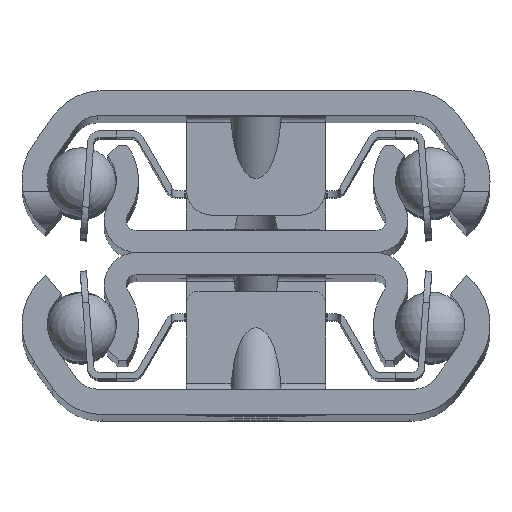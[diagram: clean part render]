
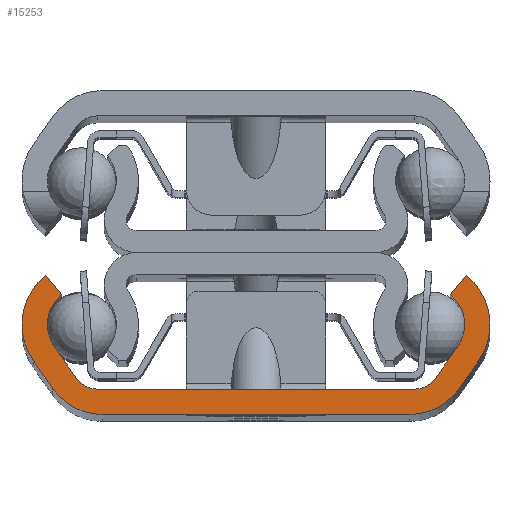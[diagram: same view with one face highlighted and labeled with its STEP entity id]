
A CAD part, top view. The second image highlights one B-rep face of the part: STEP entity #15253.
In plain terms, the highlighted face is planar.
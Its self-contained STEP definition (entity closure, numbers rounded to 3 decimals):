
#211=LINE('',#22100,#1807);
#230=LINE('',#22183,#1826);
#274=LINE('',#22349,#1870);
#278=LINE('',#22361,#1874);
#302=LINE('',#22488,#1898);
#305=LINE('',#22497,#1901);
#309=LINE('',#22512,#1905);
#312=LINE('',#22521,#1908);
#1807=VECTOR('',#17546,24.319);
#1826=VECTOR('',#17589,25.1);
#1870=VECTOR('',#17709,2.001);
#1874=VECTOR('',#17721,2.001);
#1898=VECTOR('',#17815,2.694);
#1901=VECTOR('',#17826,3.084);
#1905=VECTOR('',#17844,3.084);
#1908=VECTOR('',#17855,2.694);
#3431=PLANE('',#16139);
#4596=FACE_OUTER_BOUND('',#5437,.T.);
#5437=EDGE_LOOP('',(#10986,#10987,#10988,#10989,#10990,#10991,#10992,#10993,
#10994,#10995,#10996,#10997,#10998,#10999,#11000,#11001));
#6352=CIRCLE('',#16079,3.);
#6354=CIRCLE('',#16083,5.);
#6364=CIRCLE('',#16118,4.75);
#6367=CIRCLE('',#16123,5.);
#6368=CIRCLE('',#16126,2.);
#6370=CIRCLE('',#16129,2.);
#6373=CIRCLE('',#16134,3.);
#6374=CIRCLE('',#16137,4.75);
#6859=VERTEX_POINT('',#22098);
#6860=VERTEX_POINT('',#22099);
#6887=VERTEX_POINT('',#22181);
#6888=VERTEX_POINT('',#22182);
#6929=VERTEX_POINT('',#22339);
#6930=VERTEX_POINT('',#22341);
#6932=VERTEX_POINT('',#22347);
#6933=VERTEX_POINT('',#22351);
#6934=VERTEX_POINT('',#22353);
#6936=VERTEX_POINT('',#22359);
#6953=VERTEX_POINT('',#22481);
#6955=VERTEX_POINT('',#22487);
#6957=VERTEX_POINT('',#22496);
#6959=VERTEX_POINT('',#22505);
#6961=VERTEX_POINT('',#22511);
#6963=VERTEX_POINT('',#22520);
#8399=EDGE_CURVE('',#6859,#6860,#211,.T.);
#8429=EDGE_CURVE('',#6887,#6888,#230,.T.);
#8490=EDGE_CURVE('',#6929,#6930,#6352,.T.);
#8494=EDGE_CURVE('',#6932,#6929,#274,.T.);
#8496=EDGE_CURVE('',#6933,#6934,#6354,.T.);
#8500=EDGE_CURVE('',#6936,#6933,#278,.T.);
#8537=EDGE_CURVE('',#6860,#6953,#6364,.T.);
#8540=EDGE_CURVE('',#6953,#6955,#302,.T.);
#8544=EDGE_CURVE('',#6955,#6932,#6367,.T.);
#8545=EDGE_CURVE('',#6930,#6957,#305,.T.);
#8548=EDGE_CURVE('',#6957,#6887,#6368,.T.);
#8550=EDGE_CURVE('',#6888,#6959,#6370,.T.);
#8553=EDGE_CURVE('',#6959,#6961,#309,.T.);
#8557=EDGE_CURVE('',#6961,#6936,#6373,.T.);
#8558=EDGE_CURVE('',#6934,#6963,#312,.T.);
#8561=EDGE_CURVE('',#6963,#6859,#6374,.T.);
#10986=ORIENTED_EDGE('',*,*,#8537,.F.);
#10987=ORIENTED_EDGE('',*,*,#8399,.F.);
#10988=ORIENTED_EDGE('',*,*,#8561,.F.);
#10989=ORIENTED_EDGE('',*,*,#8558,.F.);
#10990=ORIENTED_EDGE('',*,*,#8496,.F.);
#10991=ORIENTED_EDGE('',*,*,#8500,.F.);
#10992=ORIENTED_EDGE('',*,*,#8557,.F.);
#10993=ORIENTED_EDGE('',*,*,#8553,.F.);
#10994=ORIENTED_EDGE('',*,*,#8550,.F.);
#10995=ORIENTED_EDGE('',*,*,#8429,.F.);
#10996=ORIENTED_EDGE('',*,*,#8548,.F.);
#10997=ORIENTED_EDGE('',*,*,#8545,.F.);
#10998=ORIENTED_EDGE('',*,*,#8490,.F.);
#10999=ORIENTED_EDGE('',*,*,#8494,.F.);
#11000=ORIENTED_EDGE('',*,*,#8544,.F.);
#11001=ORIENTED_EDGE('',*,*,#8540,.F.);
#15253=ADVANCED_FACE('',(#4596),#3431,.F.);
#16079=AXIS2_PLACEMENT_3D('',#22342,#17701,#17702);
#16083=AXIS2_PLACEMENT_3D('',#22354,#17713,#17714);
#16118=AXIS2_PLACEMENT_3D('',#22482,#17808,#17809);
#16123=AXIS2_PLACEMENT_3D('',#22494,#17822,#17823);
#16126=AXIS2_PLACEMENT_3D('',#22502,#17831,#17832);
#16129=AXIS2_PLACEMENT_3D('',#22506,#17837,#17838);
#16134=AXIS2_PLACEMENT_3D('',#22518,#17851,#17852);
#16137=AXIS2_PLACEMENT_3D('',#22526,#17860,#17861);
#16139=AXIS2_PLACEMENT_3D('',#22528,#17864,#17865);
#17546=DIRECTION('',(1.,0.,0.));
#17589=DIRECTION('',(-1.,0.,0.));
#17701=DIRECTION('center_axis',(0.,0.,-1.));
#17702=DIRECTION('ref_axis',(-0.819,0.574,0.));
#17709=DIRECTION('',(-0.639,-0.769,0.));
#17713=DIRECTION('center_axis',(0.,0.,1.));
#17714=DIRECTION('ref_axis',(-0.626,0.78,0.));
#17721=DIRECTION('',(-0.639,0.769,0.));
#17808=DIRECTION('center_axis',(0.,0.,1.));
#17809=DIRECTION('ref_axis',(0.,-1.,0.));
#17815=DIRECTION('',(0.574,0.819,0.));
#17822=DIRECTION('center_axis',(0.,0.,1.));
#17823=DIRECTION('ref_axis',(0.819,-0.574,0.));
#17826=DIRECTION('',(-0.574,-0.819,0.));
#17831=DIRECTION('center_axis',(0.,0.,-1.));
#17832=DIRECTION('ref_axis',(0.,1.,0.));
#17837=DIRECTION('center_axis',(0.,0.,-1.));
#17838=DIRECTION('ref_axis',(0.819,0.574,0.));
#17844=DIRECTION('',(-0.574,0.819,0.));
#17851=DIRECTION('center_axis',(0.,0.,-1.));
#17852=DIRECTION('ref_axis',(0.617,-0.787,0.));
#17855=DIRECTION('',(0.574,-0.819,0.));
#17860=DIRECTION('center_axis',(0.,0.,1.));
#17861=DIRECTION('ref_axis',(-0.819,-0.574,0.));
#17864=DIRECTION('center_axis',(0.,0.,1.));
#17865=DIRECTION('ref_axis',(1.,0.,0.));
#22098=CARTESIAN_POINT('',(-12.16,0.,-315.));
#22099=CARTESIAN_POINT('',(12.16,0.,-315.));
#22100=CARTESIAN_POINT('',(0.,0.,-315.));
#22181=CARTESIAN_POINT('',(12.55,2.,-315.));
#22182=CARTESIAN_POINT('',(-12.55,2.,-315.));
#22183=CARTESIAN_POINT('',(0.,2.,-315.));
#22339=CARTESIAN_POINT('',(15.35,9.462,-315.));
#22341=CARTESIAN_POINT('',(15.957,5.379,-315.));
#22342=CARTESIAN_POINT('Origin',(13.5,7.1,-315.));
#22347=CARTESIAN_POINT('',(16.629,11.,-315.));
#22349=CARTESIAN_POINT('',(16.629,11.,-315.));
#22351=CARTESIAN_POINT('',(-16.629,11.,-315.));
#22353=CARTESIAN_POINT('',(-17.596,4.232,-315.));
#22354=CARTESIAN_POINT('Origin',(-13.5,7.1,-315.));
#22359=CARTESIAN_POINT('',(-15.35,9.462,-315.));
#22361=CARTESIAN_POINT('',(-15.35,9.462,-315.));
#22481=CARTESIAN_POINT('',(16.051,2.026,-315.));
#22482=CARTESIAN_POINT('Origin',(12.16,4.75,-315.));
#22487=CARTESIAN_POINT('',(17.596,4.232,-315.));
#22488=CARTESIAN_POINT('',(16.051,2.026,-315.));
#22494=CARTESIAN_POINT('Origin',(13.5,7.1,-315.));
#22496=CARTESIAN_POINT('',(14.188,2.853,-315.));
#22497=CARTESIAN_POINT('',(15.957,5.379,-315.));
#22502=CARTESIAN_POINT('Origin',(12.55,4.,-315.));
#22505=CARTESIAN_POINT('',(-14.188,2.853,-315.));
#22506=CARTESIAN_POINT('Origin',(-12.55,4.,-315.));
#22511=CARTESIAN_POINT('',(-15.957,5.379,-315.));
#22512=CARTESIAN_POINT('',(-14.188,2.853,-315.));
#22518=CARTESIAN_POINT('Origin',(-13.5,7.1,-315.));
#22520=CARTESIAN_POINT('',(-16.051,2.026,-315.));
#22521=CARTESIAN_POINT('',(-17.596,4.232,-315.));
#22526=CARTESIAN_POINT('Origin',(-12.16,4.75,-315.));
#22528=CARTESIAN_POINT('Origin',(0.,3.266,
-315.));
